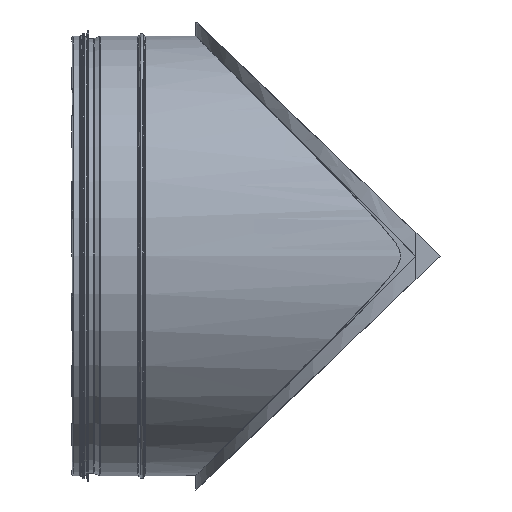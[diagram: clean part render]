
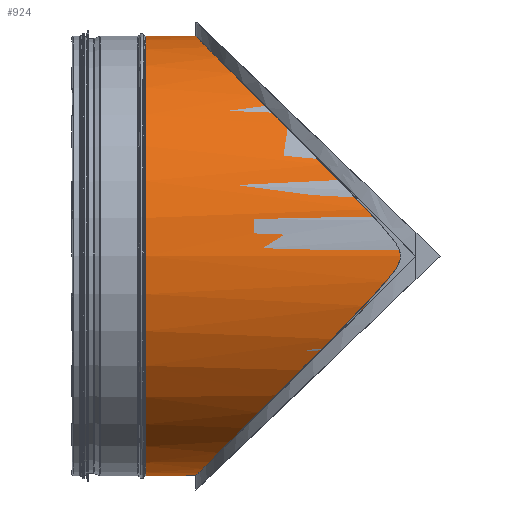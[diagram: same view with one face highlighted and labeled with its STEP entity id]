
A CAD part, left-side view. The second image highlights one B-rep face of the part: STEP entity #924.
In plain terms, the highlighted cylindrical face has radius 199.4 mm (diameter 398.8 mm), a full revolution.
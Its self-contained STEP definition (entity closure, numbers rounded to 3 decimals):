
#645=CARTESIAN_POINT('',(0.,312.4,199.4));
#646=VERTEX_POINT('',#645);
#647=CARTESIAN_POINT('',(0.,312.4,-199.4));
#648=VERTEX_POINT('',#647);
#649=CARTESIAN_POINT('',(0.,312.4,0.0));
#650=DIRECTION('',(0.707,-0.707,0.0));
#651=DIRECTION('',(-0.707,-0.707,0.0));
#652=AXIS2_PLACEMENT_3D('',#649,#650,#651);
#653=ELLIPSE('',#652,281.994,199.4);
#654=EDGE_CURVE('',#646,#648,#653,.T.);
#656=CARTESIAN_POINT('',(199.4,113.,0.003));
#657=VERTEX_POINT('',#656);
#658=CARTESIAN_POINT('',(0.,312.4,0.0));
#659=DIRECTION('',(-0.707,-0.707,0.0));
#660=DIRECTION('',(0.707,-0.707,0.0));
#661=AXIS2_PLACEMENT_3D('',#658,#659,#660);
#662=ELLIPSE('',#661,281.994,199.4);
#663=EDGE_CURVE('',#657,#646,#662,.T.);
#849=CARTESIAN_POINT('',(199.4,113.0,0.0));
#850=VERTEX_POINT('',#849);
#857=CARTESIAN_POINT('',(0.,312.4,0.0));
#858=DIRECTION('',(-0.707,-0.707,0.0));
#859=DIRECTION('',(0.707,-0.707,0.0));
#860=AXIS2_PLACEMENT_3D('',#857,#858,#859);
#861=ELLIPSE('',#860,281.994,199.4);
#862=EDGE_CURVE('',#648,#850,#861,.T.);
#873=CARTESIAN_POINT('',(199.4,67.0,0.003));
#874=VERTEX_POINT('',#873);
#875=CARTESIAN_POINT('',(199.4,67.0,0.003));
#876=DIRECTION('',(0.0,1.0,0.0));
#877=VECTOR('',#876,46.);
#878=LINE('',#875,#877);
#879=EDGE_CURVE('',#874,#657,#878,.T.);
#898=CARTESIAN_POINT('',(0.0,151.756,0.0));
#899=DIRECTION('',(0.,1.0,0.0));
#900=DIRECTION('',(1.0,0.0,0.0));
#901=AXIS2_PLACEMENT_3D('',#898,#899,#900);
#902=CYLINDRICAL_SURFACE('',#901,199.4);
#903=ORIENTED_EDGE('',*,*,#663,.T.);
#904=ORIENTED_EDGE('',*,*,#654,.T.);
#905=ORIENTED_EDGE('',*,*,#862,.T.);
#906=CARTESIAN_POINT('',(199.4,67.0,0.0));
#907=VERTEX_POINT('',#906);
#908=CARTESIAN_POINT('',(199.4,67.0,0.0));
#909=DIRECTION('',(0.0,1.0,0.0));
#910=VECTOR('',#909,46.0);
#911=LINE('',#908,#910);
#912=EDGE_CURVE('',#907,#850,#911,.T.);
#913=ORIENTED_EDGE('',*,*,#912,.F.);
#914=CARTESIAN_POINT('',(0.,67.,0.0));
#915=DIRECTION('',(0.0,1.0,0.0));
#916=DIRECTION('',(1.0,0.0,0.0));
#917=AXIS2_PLACEMENT_3D('',#914,#915,#916);
#918=CIRCLE('',#917,199.4);
#919=EDGE_CURVE('',#907,#874,#918,.T.);
#920=ORIENTED_EDGE('',*,*,#919,.T.);
#921=ORIENTED_EDGE('',*,*,#879,.T.);
#922=EDGE_LOOP('',(#903,#904,#905,#913,#920,#921));
#923=FACE_OUTER_BOUND('',#922,.T.);
#924=ADVANCED_FACE('',(#923),#902,.T.);
